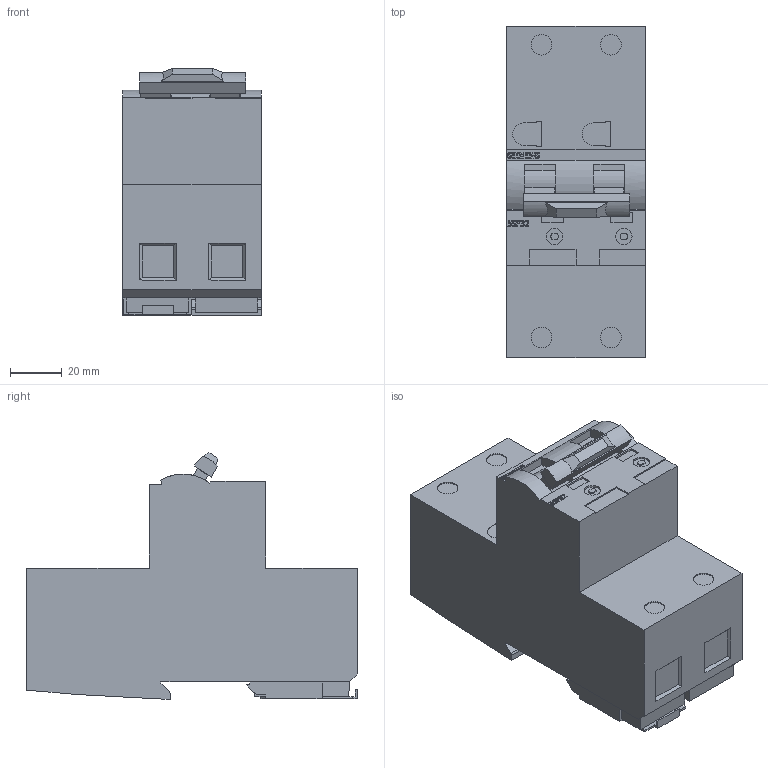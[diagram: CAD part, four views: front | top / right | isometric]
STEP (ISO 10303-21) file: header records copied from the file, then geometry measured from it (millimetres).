
FILE_DESCRIPTION(('STEP AP214'),'1');
FILE_NAME('cctmp_449888E8-B178-4D88-A666-0812D99A4AD7_2023_07_24_20_16_25_0058..stp','2023-07-24T18:16:26',('SIEMENS A&D'),('CADClick - www.CADClick.com'),'Spatial InterOp 3D postprocessed',' ','unknown authorization');
FILE_SCHEMA(('AUTOMOTIVE_DESIGN'));
Length unit declared in the file: millimetre
Products named in the file (1): 2023_07_24_20_16_25_0058
Bounding box: 53.6 x 128 x 95.48 mm (x, y, z)
Volume: 409482.7 mm3; surface area: 42245.6 mm2
Topology: 1 solids, 5 shells, 402 faces, 1053 edges, 689 vertices
Faces by surface type: plane 312, cylinder 57, extrusion 24, sphere 9
Entity records: 14255 total; most frequent: CARTESIAN_POINT 3099, ORIENTED_EDGE 2106, DIRECTION 1893, EDGE_CURVE 1053, VECTOR 897, LINE 873, VERTEX_POINT 689, AXIS2_PLACEMENT_3D 498
